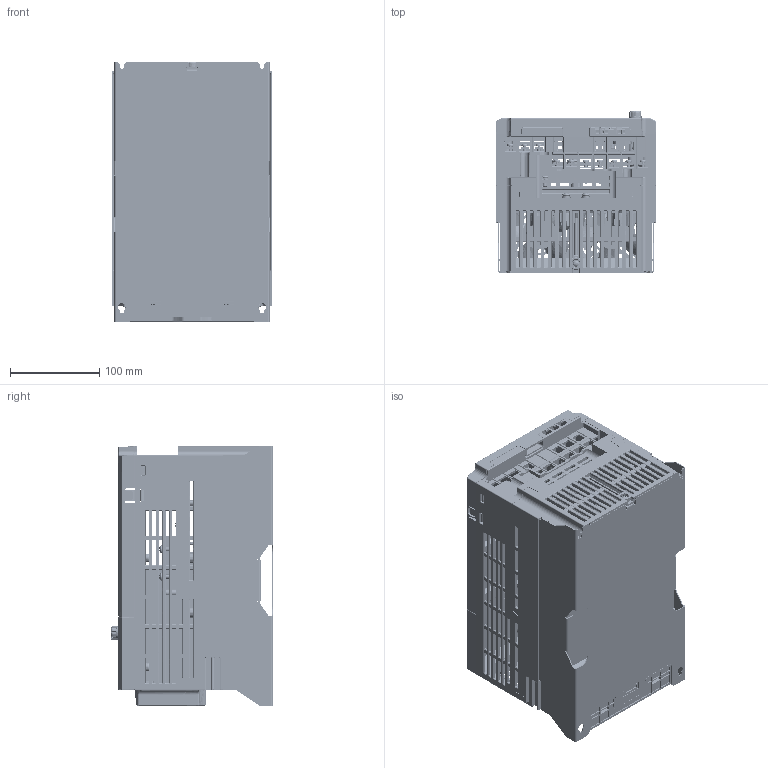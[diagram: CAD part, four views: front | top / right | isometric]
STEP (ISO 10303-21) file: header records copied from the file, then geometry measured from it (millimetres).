
FILE_DESCRIPTION(/* description */ (''),/* implementation_level */ '2;1');
FILE_NAME(/* name */ 'FILE_STP_CAD_DRAWING_3d_VLG30110A480-VLG30150A480_prt.stp',/* time_stamp */ '2024-12-06T19:45:36+01:00',/* author */ (''),/* organization */ (''),/* preprocessor_version */ 'ST-DEVELOPER v16.7',/* originating_system */ 'SIEMENS PLM Software NX 12.0',/* authorisation */ '');
FILE_SCHEMA (('AUTOMOTIVE_DESIGN { 1 0 10303 214 3 1 1 1 }'));
Products named in the file (1): 3d_VLG30110A480-VLG30150A480
Bounding box: 180 x 181.2 x 290.02 mm (x, y, z)
Surface area: 879846.4 mm2 (no closed solid volume)
Topology: 0 solids, 167 shells, 5788 faces, 22317 edges, 16109 vertices
Faces by surface type: plane 2629, cone 1614, cylinder 983, bspline 286, torus 211, sphere 62, extrusion 3
Entity records: 258835 total; most frequent: CARTESIAN_POINT 70684, DIRECTION 39318, ORIENTED_EDGE 35705, EDGE_CURVE 22255, VERTEX_POINT 16108, VECTOR 13220, LINE 13217, AXIS2_PLACEMENT_3D 13049
